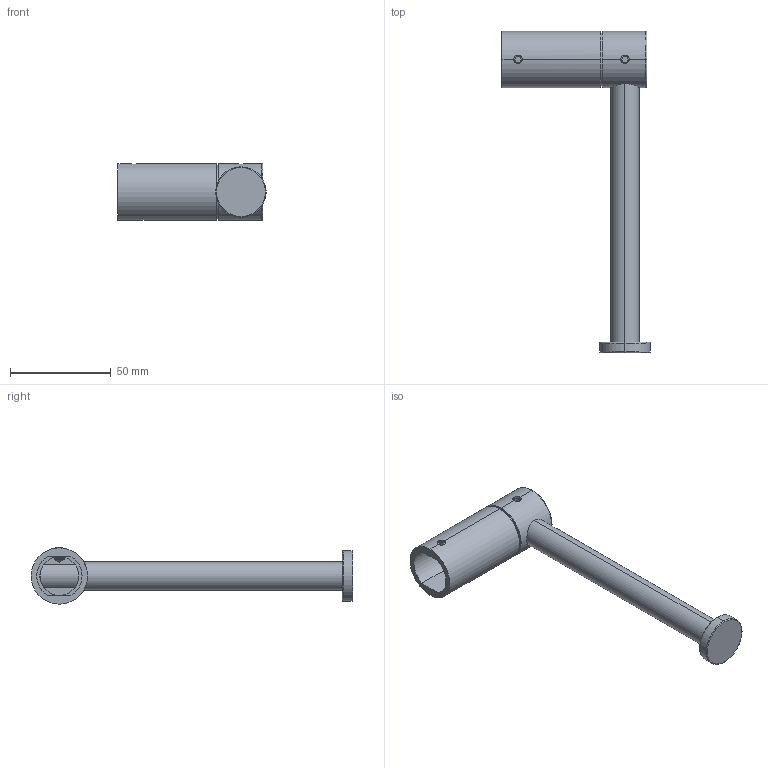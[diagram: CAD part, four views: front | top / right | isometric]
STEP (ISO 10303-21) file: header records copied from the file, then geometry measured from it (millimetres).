
FILE_DESCRIPTION((''),'2;1');
FILE_NAME('MG26753-1_ASM','2023-09-19T08:32:30',('Admin'),(''),'CREO PARAMETRIC BY PTC INC, 2018050','CREO PARAMETRIC BY PTC INC, 2018050','');
FILE_SCHEMA(('CONFIG_CONTROL_DESIGN'));
Length unit declared in the file: millimetre
Products named in the file (5): MG26753-1-01; M50001; MG26753-1-02; MG26753-1-03; MG26753-1_ASM
Assembly tree (5 placements, depth 2):
  MG26753-1_ASM
    MG26753-1-01
    M50001  x2
    MG26753-1-02
    MG26753-1-03
Bounding box: 73.6 x 159.7 x 28 mm (x, y, z)
Volume: 21220.3 mm3; surface area: 28014.8 mm2
Topology: 6 solids, 6 shells, 137 faces, 342 edges, 218 vertices
Faces by surface type: cylinder 62, plane 41, torus 14, bspline 12, cone 8
Entity records: 5462 total; most frequent: CARTESIAN_POINT 2956, ORIENTED_EDGE 498, DIRECTION 491, EDGE_CURVE 249, AXIS2_PLACEMENT_3D 194, VERTEX_POINT 159, EDGE_LOOP 118, FACE_OUTER_BOUND 104
